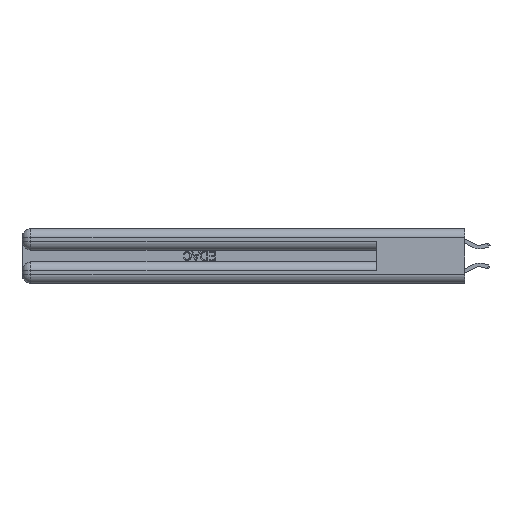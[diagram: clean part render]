
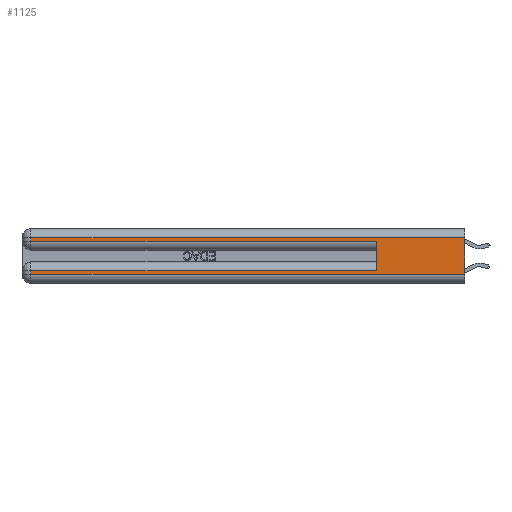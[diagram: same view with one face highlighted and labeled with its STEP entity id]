
A CAD part, left-side view. The second image highlights one B-rep face of the part: STEP entity #1125.
In plain terms, the highlighted planar face has unit normal (-1, 0, 0).
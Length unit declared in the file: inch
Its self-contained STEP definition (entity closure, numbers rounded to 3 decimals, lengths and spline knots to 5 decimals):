
#519 = CARTESIAN_POINT ( 'NONE',  ( 0., 2.94, 0.085 ) ) ;
#620 = VECTOR ( 'NONE', #35849, 39.37008 ) ;
#1125 = ADVANCED_FACE ( 'NONE', ( #22632 ), #31120, .F. ) ;
#2490 = CARTESIAN_POINT ( 'NONE',  ( 0., 0., 0.37 ) ) ;
#3150 = VECTOR ( 'NONE', #25269, 39.37008 ) ;
#3552 = VERTEX_POINT ( 'NONE', #519 ) ;
#4015 = VECTOR ( 'NONE', #28012, 39.37008 ) ;
#4718 = CARTESIAN_POINT ( 'NONE',  ( 0., 0., 0.085 ) ) ;
#5038 = EDGE_CURVE ( 'NONE', #33658, #20717, #28108, .T. ) ;
#5219 = ORIENTED_EDGE ( 'NONE', *, *, #5038, .T. ) ;
#5897 = CARTESIAN_POINT ( 'NONE',  ( 0., 2.94, 0.37 ) ) ;
#6033 = ORIENTED_EDGE ( 'NONE', *, *, #24834, .T. ) ;
#6037 = LINE ( 'NONE', #32888, #31135 ) ;
#6419 = EDGE_LOOP ( 'NONE', ( #31549, #17907, #36552, #10762, #15442, #6033, #16136, #5219 ) ) ;
#7215 = CARTESIAN_POINT ( 'NONE',  ( 0., 0., 0.285 ) ) ;
#7371 = CARTESIAN_POINT ( 'NONE',  ( 0., 0., 0.31 ) ) ;
#7656 = EDGE_CURVE ( 'NONE', #25175, #10086, #18376, .T. ) ;
#9243 = CARTESIAN_POINT ( 'NONE',  ( 0., 0., 0.06 ) ) ;
#9294 = CARTESIAN_POINT ( 'NONE',  ( 0., 0.6, 0.285 ) ) ;
#9632 = DIRECTION ( 'NONE',  ( 0., -1., 0. ) ) ;
#10086 = VERTEX_POINT ( 'NONE', #9294 ) ;
#10368 = VERTEX_POINT ( 'NONE', #17308 ) ;
#10575 = CARTESIAN_POINT ( 'NONE',  ( 0., 2.94, 0.06 ) ) ;
#10762 = ORIENTED_EDGE ( 'NONE', *, *, #12163, .T. ) ;
#12163 = EDGE_CURVE ( 'NONE', #10368, #10086, #24148, .T. ) ;
#12298 = EDGE_CURVE ( 'NONE', #24149, #24233, #32165, .T. ) ;
#12463 = VECTOR ( 'NONE', #17612, 39.37008 ) ;
#12571 = EDGE_CURVE ( 'NONE', #3552, #33658, #25025, .T. ) ;
#13655 = CARTESIAN_POINT ( 'NONE',  ( 0., 0., 0.31 ) ) ;
#13861 = VECTOR ( 'NONE', #21729, 39.37008 ) ;
#14909 = VECTOR ( 'NONE', #23195, 39.37008 ) ;
#15442 = ORIENTED_EDGE ( 'NONE', *, *, #7656, .F. ) ;
#15911 = DIRECTION ( 'NONE',  ( 0., 0., -1. ) ) ;
#16136 = ORIENTED_EDGE ( 'NONE', *, *, #12571, .T. ) ;
#16533 = CARTESIAN_POINT ( 'NONE',  ( 0., 0.6, 0.145 ) ) ;
#17217 = AXIS2_PLACEMENT_3D ( 'NONE', #2490, #33499, #19581 ) ;
#17308 = CARTESIAN_POINT ( 'NONE',  ( 0., 2.94, 0.285 ) ) ;
#17612 = DIRECTION ( 'NONE',  ( 0., -1., 0. ) ) ;
#17907 = ORIENTED_EDGE ( 'NONE', *, *, #12298, .T. ) ;
#18376 = LINE ( 'NONE', #16533, #3150 ) ;
#19581 = DIRECTION ( 'NONE',  ( 0., 0., -1. ) ) ;
#19802 = LINE ( 'NONE', #5897, #14909 ) ;
#20717 = VERTEX_POINT ( 'NONE', #26170 ) ;
#21729 = DIRECTION ( 'NONE',  ( 0., 0., -1. ) ) ;
#22064 = LINE ( 'NONE', #4718, #620 ) ;
#22632 = FACE_OUTER_BOUND ( 'NONE', #6419, .T. ) ;
#23195 = DIRECTION ( 'NONE',  ( 0., 0., -1. ) ) ;
#24148 = LINE ( 'NONE', #7215, #35326 ) ;
#24149 = VERTEX_POINT ( 'NONE', #7371 ) ;
#24233 = VERTEX_POINT ( 'NONE', #24898 ) ;
#24834 = EDGE_CURVE ( 'NONE', #25175, #3552, #22064, .T. ) ;
#24898 = CARTESIAN_POINT ( 'NONE',  ( 0., 2.94, 0.31 ) ) ;
#25025 = LINE ( 'NONE', #26655, #13861 ) ;
#25175 = VERTEX_POINT ( 'NONE', #28862 ) ;
#25269 = DIRECTION ( 'NONE',  ( 0., 0., 1. ) ) ;
#25715 = EDGE_CURVE ( 'NONE', #24233, #10368, #19802, .T. ) ;
#26170 = CARTESIAN_POINT ( 'NONE',  ( 0., 0., 0.06 ) ) ;
#26655 = CARTESIAN_POINT ( 'NONE',  ( 0., 2.94, 0.37 ) ) ;
#28012 = DIRECTION ( 'NONE',  ( 0., 1., 0. ) ) ;
#28108 = LINE ( 'NONE', #9243, #12463 ) ;
#28862 = CARTESIAN_POINT ( 'NONE',  ( 0., 0.6, 0.085 ) ) ;
#31120 = PLANE ( 'NONE',  #17217 ) ;
#31135 = VECTOR ( 'NONE', #15911, 39.37008 ) ;
#31549 = ORIENTED_EDGE ( 'NONE', *, *, #32192, .F. ) ;
#32165 = LINE ( 'NONE', #13655, #4015 ) ;
#32192 = EDGE_CURVE ( 'NONE', #24149, #20717, #6037, .T. ) ;
#32888 = CARTESIAN_POINT ( 'NONE',  ( 0., 0., 0.37 ) ) ;
#33499 = DIRECTION ( 'NONE',  ( 1., 0., 0. ) ) ;
#33658 = VERTEX_POINT ( 'NONE', #10575 ) ;
#35326 = VECTOR ( 'NONE', #9632, 39.37008 ) ;
#35849 = DIRECTION ( 'NONE',  ( 0., 1., 0. ) ) ;
#36552 = ORIENTED_EDGE ( 'NONE', *, *, #25715, .T. ) ;
